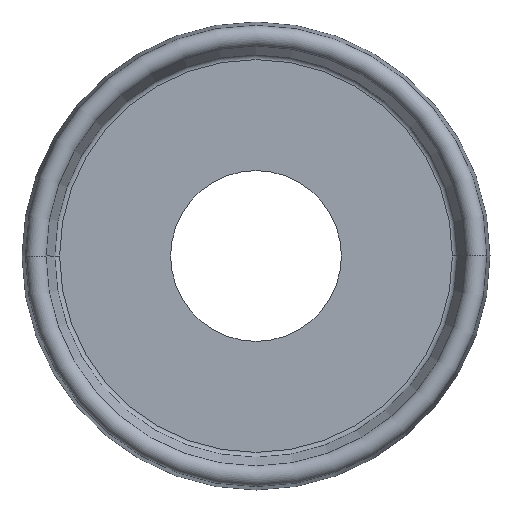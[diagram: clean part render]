
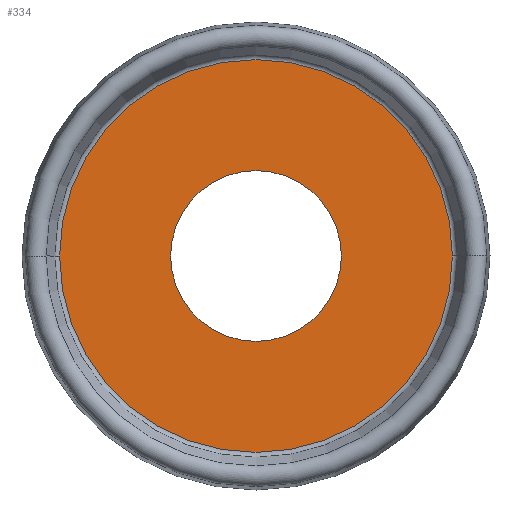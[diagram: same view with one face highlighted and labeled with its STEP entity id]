
A CAD part, left-side view. The second image highlights one B-rep face of the part: STEP entity #334.
In plain terms, the highlighted planar face has unit normal (-1, 0, 0).
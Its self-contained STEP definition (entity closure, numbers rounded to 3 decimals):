
#11 = VERTEX_POINT ( 'NONE', #199 ) ;
#13 = AXIS2_PLACEMENT_3D ( 'NONE', #550, #337, #27 ) ;
#20 = DIRECTION ( 'NONE',  ( 0., -1., 0. ) ) ;
#27 = DIRECTION ( 'NONE',  ( 0., 1., 0. ) ) ;
#48 = ORIENTED_EDGE ( 'NONE', *, *, #155, .T. ) ;
#65 = VERTEX_POINT ( 'NONE', #251 ) ;
#67 = DIRECTION ( 'NONE',  ( 1., 0., 0. ) ) ;
#72 = DIRECTION ( 'NONE',  ( 0., 1., 0. ) ) ;
#99 = AXIS2_PLACEMENT_3D ( 'NONE', #120, #67, #512 ) ;
#114 = EDGE_CURVE ( 'NONE', #407, #11, #446, .T. ) ;
#120 = CARTESIAN_POINT ( 'NONE',  ( -0.9, 0., 0. ) ) ;
#127 = AXIS2_PLACEMENT_3D ( 'NONE', #347, #525, #128 ) ;
#128 = DIRECTION ( 'NONE',  ( 0., 1., 0. ) ) ;
#152 = ORIENTED_EDGE ( 'NONE', *, *, #429, .F. ) ;
#155 = EDGE_CURVE ( 'NONE', #65, #213, #168, .T. ) ;
#168 = CIRCLE ( 'NONE', #127, 3.955 ) ;
#186 = FACE_BOUND ( 'NONE', #470, .T. ) ;
#195 = CARTESIAN_POINT ( 'NONE',  ( -0.9, 9.097, 0. ) ) ;
#199 = CARTESIAN_POINT ( 'NONE',  ( -0.9, -9.097, 0. ) ) ;
#207 = DIRECTION ( 'NONE',  ( 1., 0., 0. ) ) ;
#210 = CARTESIAN_POINT ( 'NONE',  ( -0.9, 0., 0. ) ) ;
#213 = VERTEX_POINT ( 'NONE', #442 ) ;
#248 = EDGE_LOOP ( 'NONE', ( #393, #152 ) ) ;
#250 = CIRCLE ( 'NONE', #296, 3.955 ) ;
#251 = CARTESIAN_POINT ( 'NONE',  ( -0.9, -3.955, 0. ) ) ;
#252 = AXIS2_PLACEMENT_3D ( 'NONE', #466, #253, #20 ) ;
#253 = DIRECTION ( 'NONE',  ( -1., 0., 0. ) ) ;
#296 = AXIS2_PLACEMENT_3D ( 'NONE', #210, #207, #72 ) ;
#334 = ADVANCED_FACE ( 'NONE', ( #186, #356 ), #391, .T. ) ;
#337 = DIRECTION ( 'NONE',  ( 1., 0., 0. ) ) ;
#347 = CARTESIAN_POINT ( 'NONE',  ( -0.9, 0., 0. ) ) ;
#354 = EDGE_CURVE ( 'NONE', #213, #65, #250, .T. ) ;
#356 = FACE_OUTER_BOUND ( 'NONE', #248, .T. ) ;
#391 = PLANE ( 'NONE',  #252 ) ;
#393 = ORIENTED_EDGE ( 'NONE', *, *, #114, .F. ) ;
#407 = VERTEX_POINT ( 'NONE', #195 ) ;
#429 = EDGE_CURVE ( 'NONE', #11, #407, #507, .T. ) ;
#433 = ORIENTED_EDGE ( 'NONE', *, *, #354, .T. ) ;
#442 = CARTESIAN_POINT ( 'NONE',  ( -0.9, 3.955, 0. ) ) ;
#446 = CIRCLE ( 'NONE', #99, 9.097 ) ;
#466 = CARTESIAN_POINT ( 'NONE',  ( -0.9, 3.955, 0. ) ) ;
#470 = EDGE_LOOP ( 'NONE', ( #433, #48 ) ) ;
#507 = CIRCLE ( 'NONE', #13, 9.097 ) ;
#512 = DIRECTION ( 'NONE',  ( 0., 1., 0. ) ) ;
#525 = DIRECTION ( 'NONE',  ( 1., 0., 0. ) ) ;
#550 = CARTESIAN_POINT ( 'NONE',  ( -0.9, 0., 0. ) ) ;
